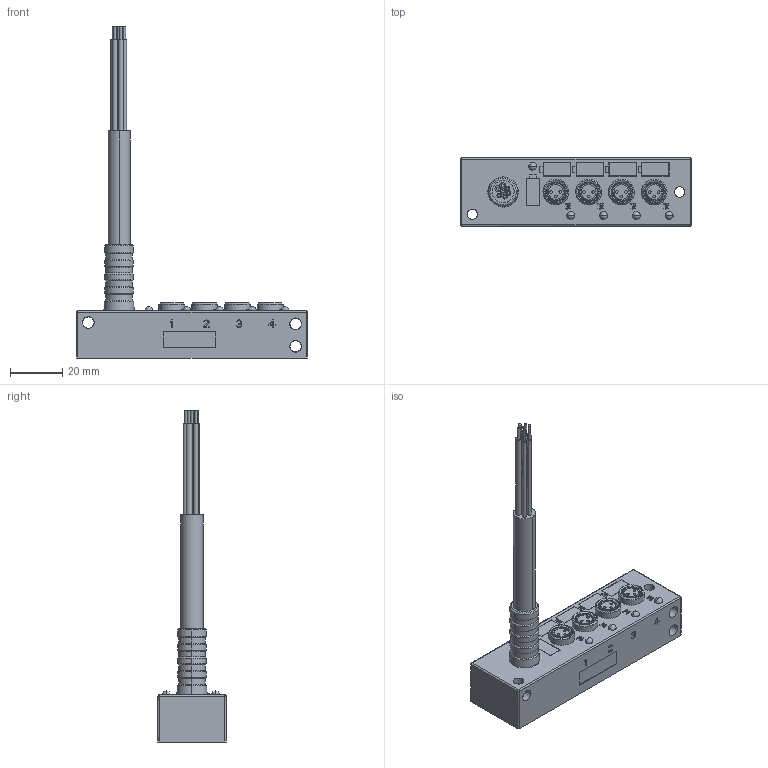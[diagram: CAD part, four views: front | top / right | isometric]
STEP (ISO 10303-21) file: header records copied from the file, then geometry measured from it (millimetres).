
FILE_DESCRIPTION( ('This file contains a STEP AP42 implementation' ,'as created by ZW3D STEP Interface translator.') ,'2;1' );
FILE_NAME( 'DM8C4-3-3XX-89TXX.stp' ,'211223.195129', (''), ('ZWCAD Software Co.'), 'Version 1.0', 'ZW3D to STEP translator', '' );
FILE_SCHEMA(('AUTOMOTIVE_DESIGN'));
Length unit declared in the file: millimetre
Products named in the file (3): 0; DM8C4-3-3XX-89TXX; 89T
Assembly tree (1 placements, depth 2):
  0
  DM8C4-3-3XX-89TXX
    89T
Bounding box: 88 x 26 x 126.54 mm (x, y, z)
Volume: 45073.3 mm3; surface area: 17905.2 mm2
Topology: 2 solids, 2 shells, 781 faces, 2028 edges, 1325 vertices
Faces by surface type: bspline 781
Entity records: 31324 total; most frequent: CARTESIAN_POINT 18221, ORIENTED_EDGE 4034, EDGE_CURVE 2017, B_SPLINE_CURVE_WITH_KNOTS 1757, VERTEX_POINT 1323, EDGE_LOOP 880, FACE_OUTER_BOUND 781, ADVANCED_FACE 781
